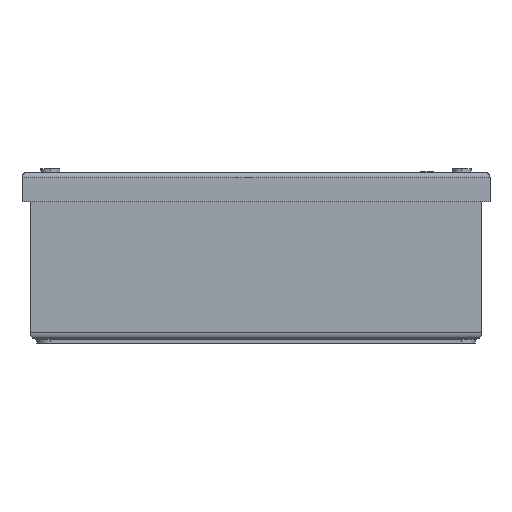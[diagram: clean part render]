
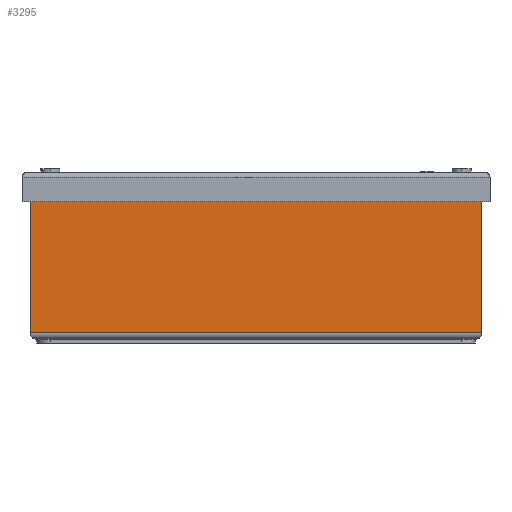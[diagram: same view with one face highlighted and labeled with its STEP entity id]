
A CAD part, left-side view. The second image highlights one B-rep face of the part: STEP entity #3295.
In plain terms, the highlighted planar face has unit normal (-1, 0, 0).
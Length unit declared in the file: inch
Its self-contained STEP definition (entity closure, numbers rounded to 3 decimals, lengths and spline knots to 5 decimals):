
#120 = CARTESIAN_POINT ( 'NONE',  ( 0., 8.5, 2.88189 ) ) ;
#1585 = EDGE_CURVE ( 'NONE', #6936, #5338, #1977, .T. ) ;
#1977 = LINE ( 'NONE', #11649, #8590 ) ;
#2209 = DIRECTION ( 'NONE',  ( 0., 1., 0. ) ) ;
#2669 = LINE ( 'NONE', #9895, #2959 ) ;
#2927 = CARTESIAN_POINT ( 'NONE',  ( 0., 8.5, 0.11811 ) ) ;
#2959 = VECTOR ( 'NONE', #6477, 39.37008 ) ;
#3295 = ADVANCED_FACE ( 'NONE', ( #3709 ), #10830, .T. ) ;
#3389 = LINE ( 'NONE', #7205, #7789 ) ;
#3709 = FACE_OUTER_BOUND ( 'NONE', #4882, .T. ) ;
#3920 = AXIS2_PLACEMENT_3D ( 'NONE', #7272, #15699, #4729 ) ;
#4729 = DIRECTION ( 'NONE',  ( 0., 0., 1. ) ) ;
#4882 = EDGE_LOOP ( 'NONE', ( #9596, #12715, #8571, #7133 ) ) ;
#5338 = VERTEX_POINT ( 'NONE', #9131 ) ;
#5619 = DIRECTION ( 'NONE',  ( 0., -1., 0. ) ) ;
#6274 = VECTOR ( 'NONE', #14849, 39.37008 ) ;
#6477 = DIRECTION ( 'NONE',  ( 0., 0., -1. ) ) ;
#6936 = VERTEX_POINT ( 'NONE', #2927 ) ;
#7133 = ORIENTED_EDGE ( 'NONE', *, *, #1585, .T. ) ;
#7205 = CARTESIAN_POINT ( 'NONE',  ( 0., 8.5, 2.88189 ) ) ;
#7272 = CARTESIAN_POINT ( 'NONE',  ( 0., 8.5, 15.74755 ) ) ;
#7789 = VECTOR ( 'NONE', #2209, 39.37008 ) ;
#8571 = ORIENTED_EDGE ( 'NONE', *, *, #12382, .T. ) ;
#8590 = VECTOR ( 'NONE', #5619, 39.37008 ) ;
#9131 = CARTESIAN_POINT ( 'NONE',  ( 0., 0., 0.11811 ) ) ;
#9166 = EDGE_CURVE ( 'NONE', #14970, #5338, #2669, .T. ) ;
#9596 = ORIENTED_EDGE ( 'NONE', *, *, #9166, .F. ) ;
#9895 = CARTESIAN_POINT ( 'NONE',  ( 0., 0., 15.74755 ) ) ;
#9987 = CARTESIAN_POINT ( 'NONE',  ( 0., 8.5, 15.74755 ) ) ;
#10830 = PLANE ( 'NONE',  #3920 ) ;
#11649 = CARTESIAN_POINT ( 'NONE',  ( 0., 8.5, 0.11811 ) ) ;
#12382 = EDGE_CURVE ( 'NONE', #12660, #6936, #13658, .T. ) ;
#12660 = VERTEX_POINT ( 'NONE', #120 ) ;
#12715 = ORIENTED_EDGE ( 'NONE', *, *, #14999, .T. ) ;
#13658 = LINE ( 'NONE', #9987, #6274 ) ;
#14607 = CARTESIAN_POINT ( 'NONE',  ( 0., 0., 2.88189 ) ) ;
#14849 = DIRECTION ( 'NONE',  ( 0., 0., -1. ) ) ;
#14970 = VERTEX_POINT ( 'NONE', #14607 ) ;
#14999 = EDGE_CURVE ( 'NONE', #14970, #12660, #3389, .T. ) ;
#15699 = DIRECTION ( 'NONE',  ( -1., 0., 0. ) ) ;
